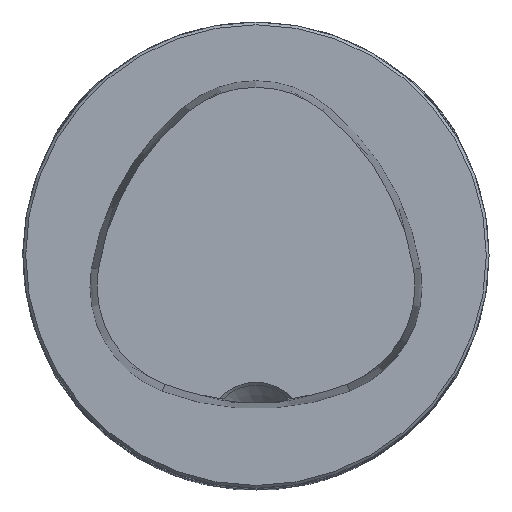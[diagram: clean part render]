
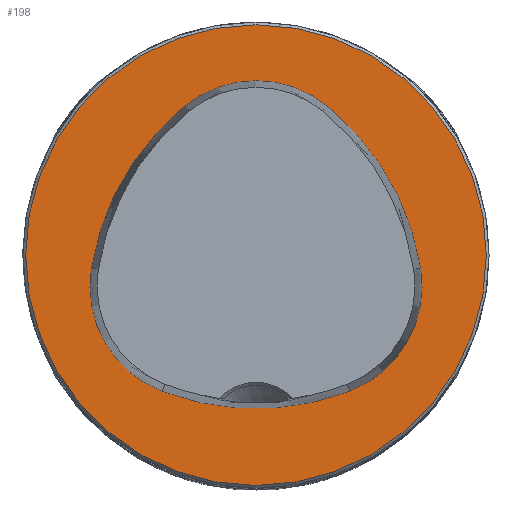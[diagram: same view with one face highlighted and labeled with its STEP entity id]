
A CAD part, top view. The second image highlights one B-rep face of the part: STEP entity #198.
In plain terms, the highlighted planar face has unit normal (0, 0, 1).
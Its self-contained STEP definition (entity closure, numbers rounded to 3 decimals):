
#117=FACE_BOUND('',#354,.T.);
#118=FACE_BOUND('',#355,.T.);
#198=ADVANCED_FACE('CU_FL_N1_SU_1',(#117,#118),#250,.T.);
#250=PLANE('',#1321);
#354=EDGE_LOOP('',(#646,#647,#648,#649,#650,#651));
#355=EDGE_LOOP('',(#652));
#425=CIRCLE('',#1312,28.075);
#427=CIRCLE('',#1315,28.075);
#428=CIRCLE('',#1316,12.075);
#429=CIRCLE('',#1317,28.075);
#430=CIRCLE('',#1318,12.075);
#431=CIRCLE('',#1319,12.075);
#432=CIRCLE('',#1320,24.7);
#646=ORIENTED_EDGE('',*,*,#1040,.F.);
#647=ORIENTED_EDGE('',*,*,#1041,.F.);
#648=ORIENTED_EDGE('',*,*,#1042,.F.);
#649=ORIENTED_EDGE('',*,*,#1043,.F.);
#650=ORIENTED_EDGE('',*,*,#1037,.F.);
#651=ORIENTED_EDGE('',*,*,#1044,.F.);
#652=ORIENTED_EDGE('',*,*,#1045,.T.);
#905=VERTEX_POINT('',#2341);
#906=VERTEX_POINT('',#2343);
#908=VERTEX_POINT('',#2349);
#909=VERTEX_POINT('',#2350);
#910=VERTEX_POINT('',#2352);
#911=VERTEX_POINT('',#2354);
#912=VERTEX_POINT('',#2358);
#1037=EDGE_CURVE('',#905,#906,#425,.T.);
#1040=EDGE_CURVE('',#908,#909,#427,.T.);
#1041=EDGE_CURVE('',#910,#908,#428,.T.);
#1042=EDGE_CURVE('',#911,#910,#429,.T.);
#1043=EDGE_CURVE('',#906,#911,#430,.T.);
#1044=EDGE_CURVE('',#909,#905,#431,.T.);
#1045=EDGE_CURVE('',#912,#912,#432,.T.);
#1312=AXIS2_PLACEMENT_3D('',#2342,#1539,#1540);
#1315=AXIS2_PLACEMENT_3D('',#2348,#1546,#1547);
#1316=AXIS2_PLACEMENT_3D('',#2351,#1548,#1549);
#1317=AXIS2_PLACEMENT_3D('',#2353,#1550,#1551);
#1318=AXIS2_PLACEMENT_3D('',#2355,#1552,#1553);
#1319=AXIS2_PLACEMENT_3D('',#2356,#1554,#1555);
#1320=AXIS2_PLACEMENT_3D('',#2357,#1556,#1557);
#1321=AXIS2_PLACEMENT_3D('',#2359,#1558,#1559);
#1539=DIRECTION('',(0.,0.,1.));
#1540=DIRECTION('',(1.,0.,0.));
#1546=DIRECTION('',(0.,0.,1.));
#1547=DIRECTION('',(1.,0.,0.));
#1548=DIRECTION('',(0.,0.,1.));
#1549=DIRECTION('',(1.,0.,0.));
#1550=DIRECTION('',(0.,0.,1.));
#1551=DIRECTION('',(1.,0.,0.));
#1552=DIRECTION('',(0.,0.,1.));
#1553=DIRECTION('',(1.,0.,0.));
#1554=DIRECTION('',(0.,0.,1.));
#1555=DIRECTION('',(1.,0.,0.));
#1556=DIRECTION('',(0.,0.,1.));
#1557=DIRECTION('',(1.,0.,0.));
#1558=DIRECTION('',(0.,0.,1.));
#1559=DIRECTION('',(1.,0.,0.));
#2341=CARTESIAN_POINT('',(-10.05,-14.595,0.));
#2342=CARTESIAN_POINT('',(0.,11.62,0.));
#2343=CARTESIAN_POINT('',(10.05,-14.595,0.));
#2348=CARTESIAN_POINT('',(10.078,-5.807,0.));
#2349=CARTESIAN_POINT('',(-7.606,15.999,0.));
#2350=CARTESIAN_POINT('',(-17.656,-1.443,0.));
#2351=CARTESIAN_POINT('',(0.,6.62,0.));
#2352=CARTESIAN_POINT('',(7.606,15.999,0.));
#2353=CARTESIAN_POINT('',(-10.078,-5.807,0.));
#2354=CARTESIAN_POINT('',(17.656,-1.443,0.));
#2355=CARTESIAN_POINT('',(5.727,-3.32,0.));
#2356=CARTESIAN_POINT('',(-5.727,-3.32,0.));
#2357=CARTESIAN_POINT('',(0.,0.,0.));
#2358=CARTESIAN_POINT('',(24.7,0.,0.));
#2359=CARTESIAN_POINT('',(0.,0.,0.));
